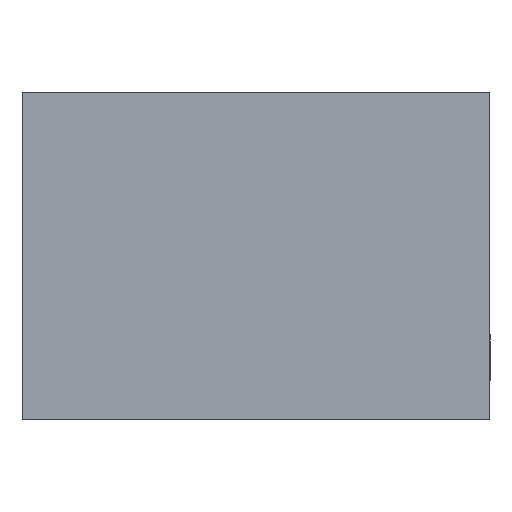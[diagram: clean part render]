
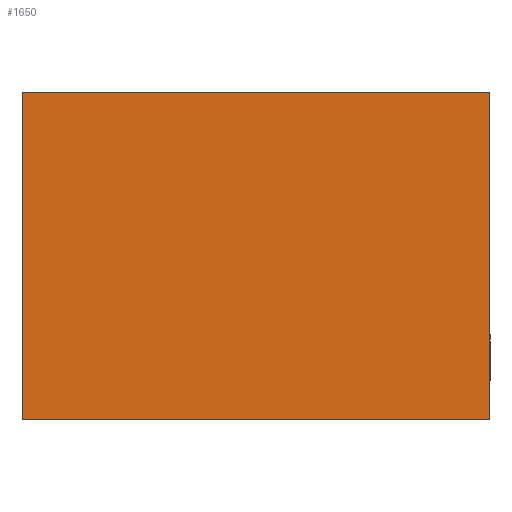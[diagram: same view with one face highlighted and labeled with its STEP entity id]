
A CAD part, left-side view. The second image highlights one B-rep face of the part: STEP entity #1650.
In plain terms, the highlighted planar face has unit normal (-1, 0, 0).
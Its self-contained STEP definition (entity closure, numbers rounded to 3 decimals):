
#771 = PLANE('',#772);
#772 = AXIS2_PLACEMENT_3D('',#773,#774,#775);
#773 = CARTESIAN_POINT('',(22.769,20.406,0.));
#774 = DIRECTION('',(0.,0.,1.));
#775 = DIRECTION('',(1.,0.,0.));
#827 = PLANE('',#828);
#828 = AXIS2_PLACEMENT_3D('',#829,#830,#831);
#829 = CARTESIAN_POINT('',(22.769,20.406,35.));
#830 = DIRECTION('',(0.,0.,1.));
#831 = DIRECTION('',(1.,0.,0.));
#954 = PLANE('',#955);
#955 = AXIS2_PLACEMENT_3D('',#956,#957,#958);
#956 = CARTESIAN_POINT('',(0.,50.,0.));
#957 = DIRECTION('',(0.,1.,0.));
#958 = DIRECTION('',(1.,0.,0.));
#1361 = EDGE_CURVE('',#1362,#1364,#1366,.T.);
#1362 = VERTEX_POINT('',#1363);
#1363 = CARTESIAN_POINT('',(0.,0.,0.));
#1364 = VERTEX_POINT('',#1365);
#1365 = CARTESIAN_POINT('',(0.,50.,0.));
#1366 = SURFACE_CURVE('',#1367,(#1371,#1378),.PCURVE_S1.);
#1367 = LINE('',#1368,#1369);
#1368 = CARTESIAN_POINT('',(0.,0.,0.));
#1369 = VECTOR('',#1370,1.);
#1370 = DIRECTION('',(0.,1.,0.));
#1371 = PCURVE('',#771,#1372);
#1372 = DEFINITIONAL_REPRESENTATION('',(#1373),#1377);
#1373 = LINE('',#1374,#1375);
#1374 = CARTESIAN_POINT('',(-22.769,-20.406));
#1375 = VECTOR('',#1376,1.);
#1376 = DIRECTION('',(0.,1.));
#1377 = ( GEOMETRIC_REPRESENTATION_CONTEXT(2) 
PARAMETRIC_REPRESENTATION_CONTEXT() REPRESENTATION_CONTEXT('2D SPACE',''
  ) );
#1378 = PCURVE('',#1379,#1384);
#1379 = PLANE('',#1380);
#1380 = AXIS2_PLACEMENT_3D('',#1381,#1382,#1383);
#1381 = CARTESIAN_POINT('',(0.,0.,0.));
#1382 = DIRECTION('',(-1.,0.,0.));
#1383 = DIRECTION('',(0.,1.,0.));
#1384 = DEFINITIONAL_REPRESENTATION('',(#1385),#1389);
#1385 = LINE('',#1386,#1387);
#1386 = CARTESIAN_POINT('',(0.,0.));
#1387 = VECTOR('',#1388,1.);
#1388 = DIRECTION('',(1.,0.));
#1389 = ( GEOMETRIC_REPRESENTATION_CONTEXT(2) 
PARAMETRIC_REPRESENTATION_CONTEXT() REPRESENTATION_CONTEXT('2D SPACE',''
  ) );
#1407 = PLANE('',#1408);
#1408 = AXIS2_PLACEMENT_3D('',#1409,#1410,#1411);
#1409 = CARTESIAN_POINT('',(58.,0.,0.));
#1410 = DIRECTION('',(0.,-1.,0.));
#1411 = DIRECTION('',(-1.,0.,0.));
#1470 = EDGE_CURVE('',#1471,#1473,#1475,.T.);
#1471 = VERTEX_POINT('',#1472);
#1472 = CARTESIAN_POINT('',(0.,0.,35.));
#1473 = VERTEX_POINT('',#1474);
#1474 = CARTESIAN_POINT('',(0.,50.,35.));
#1475 = SURFACE_CURVE('',#1476,(#1480,#1487),.PCURVE_S1.);
#1476 = LINE('',#1477,#1478);
#1477 = CARTESIAN_POINT('',(0.,0.,35.));
#1478 = VECTOR('',#1479,1.);
#1479 = DIRECTION('',(0.,1.,0.));
#1480 = PCURVE('',#827,#1481);
#1481 = DEFINITIONAL_REPRESENTATION('',(#1482),#1486);
#1482 = LINE('',#1483,#1484);
#1483 = CARTESIAN_POINT('',(-22.769,-20.406));
#1484 = VECTOR('',#1485,1.);
#1485 = DIRECTION('',(0.,1.));
#1486 = ( GEOMETRIC_REPRESENTATION_CONTEXT(2) 
PARAMETRIC_REPRESENTATION_CONTEXT() REPRESENTATION_CONTEXT('2D SPACE',''
  ) );
#1487 = PCURVE('',#1379,#1488);
#1488 = DEFINITIONAL_REPRESENTATION('',(#1489),#1493);
#1489 = LINE('',#1490,#1491);
#1490 = CARTESIAN_POINT('',(0.,-35.));
#1491 = VECTOR('',#1492,1.);
#1492 = DIRECTION('',(1.,0.));
#1493 = ( GEOMETRIC_REPRESENTATION_CONTEXT(2) 
PARAMETRIC_REPRESENTATION_CONTEXT() REPRESENTATION_CONTEXT('2D SPACE',''
  ) );
#1596 = EDGE_CURVE('',#1364,#1473,#1597,.T.);
#1597 = SURFACE_CURVE('',#1598,(#1602,#1609),.PCURVE_S1.);
#1598 = LINE('',#1599,#1600);
#1599 = CARTESIAN_POINT('',(0.,50.,0.));
#1600 = VECTOR('',#1601,1.);
#1601 = DIRECTION('',(0.,0.,1.));
#1602 = PCURVE('',#954,#1603);
#1603 = DEFINITIONAL_REPRESENTATION('',(#1604),#1608);
#1604 = LINE('',#1605,#1606);
#1605 = CARTESIAN_POINT('',(0.,0.));
#1606 = VECTOR('',#1607,1.);
#1607 = DIRECTION('',(0.,-1.));
#1608 = ( GEOMETRIC_REPRESENTATION_CONTEXT(2) 
PARAMETRIC_REPRESENTATION_CONTEXT() REPRESENTATION_CONTEXT('2D SPACE',''
  ) );
#1609 = PCURVE('',#1379,#1610);
#1610 = DEFINITIONAL_REPRESENTATION('',(#1611),#1615);
#1611 = LINE('',#1612,#1613);
#1612 = CARTESIAN_POINT('',(50.,0.));
#1613 = VECTOR('',#1614,1.);
#1614 = DIRECTION('',(0.,-1.));
#1615 = ( GEOMETRIC_REPRESENTATION_CONTEXT(2) 
PARAMETRIC_REPRESENTATION_CONTEXT() REPRESENTATION_CONTEXT('2D SPACE',''
  ) );
#1650 = ADVANCED_FACE('',(#1651),#1379,.T.);
#1651 = FACE_BOUND('',#1652,.T.);
#1652 = EDGE_LOOP('',(#1653,#1674,#1675,#1676));
#1653 = ORIENTED_EDGE('',*,*,#1654,.T.);
#1654 = EDGE_CURVE('',#1362,#1471,#1655,.T.);
#1655 = SURFACE_CURVE('',#1656,(#1660,#1667),.PCURVE_S1.);
#1656 = LINE('',#1657,#1658);
#1657 = CARTESIAN_POINT('',(0.,0.,0.));
#1658 = VECTOR('',#1659,1.);
#1659 = DIRECTION('',(0.,0.,1.));
#1660 = PCURVE('',#1379,#1661);
#1661 = DEFINITIONAL_REPRESENTATION('',(#1662),#1666);
#1662 = LINE('',#1663,#1664);
#1663 = CARTESIAN_POINT('',(0.,0.));
#1664 = VECTOR('',#1665,1.);
#1665 = DIRECTION('',(0.,-1.));
#1666 = ( GEOMETRIC_REPRESENTATION_CONTEXT(2) 
PARAMETRIC_REPRESENTATION_CONTEXT() REPRESENTATION_CONTEXT('2D SPACE',''
  ) );
#1667 = PCURVE('',#1407,#1668);
#1668 = DEFINITIONAL_REPRESENTATION('',(#1669),#1673);
#1669 = LINE('',#1670,#1671);
#1670 = CARTESIAN_POINT('',(58.,0.));
#1671 = VECTOR('',#1672,1.);
#1672 = DIRECTION('',(0.,-1.));
#1673 = ( GEOMETRIC_REPRESENTATION_CONTEXT(2) 
PARAMETRIC_REPRESENTATION_CONTEXT() REPRESENTATION_CONTEXT('2D SPACE',''
  ) );
#1674 = ORIENTED_EDGE('',*,*,#1470,.T.);
#1675 = ORIENTED_EDGE('',*,*,#1596,.F.);
#1676 = ORIENTED_EDGE('',*,*,#1361,.F.);
